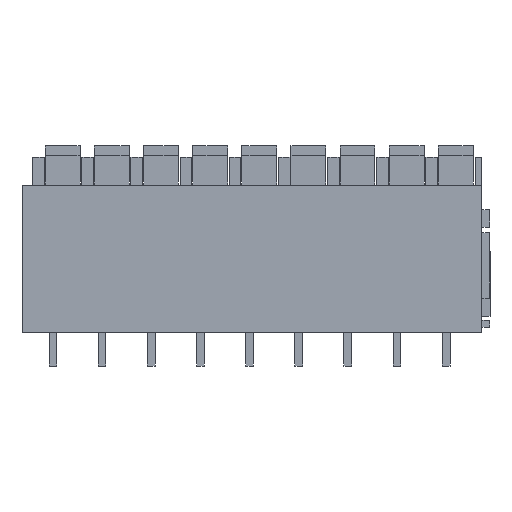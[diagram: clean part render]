
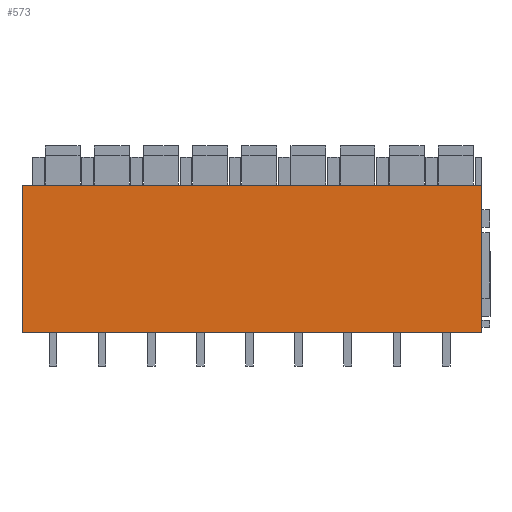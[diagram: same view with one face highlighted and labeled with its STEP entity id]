
A CAD part, front view. The second image highlights one B-rep face of the part: STEP entity #573.
In plain terms, the highlighted planar face has unit normal (0, -1, 0).
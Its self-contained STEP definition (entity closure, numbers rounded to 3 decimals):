
#553=AXIS2_PLACEMENT_3D('Plane Axis2P3D',#550,#551,#552) ;
#91=CARTESIAN_POINT('Vertex',(0.,0.,3.5)) ;
#94=CARTESIAN_POINT('Line Origine',(0.,0.,11.1)) ;
#98=CARTESIAN_POINT('Vertex',(0.,0.,18.7)) ;
#534=CARTESIAN_POINT('Vertex',(47.52,0.,3.5)) ;
#537=CARTESIAN_POINT('Line Origine',(23.76,0.,3.5)) ;
#550=CARTESIAN_POINT('Axis2P3D Location',(25.4,0.,3.5)) ;
#555=CARTESIAN_POINT('Line Origine',(47.52,0.,11.1)) ;
#559=CARTESIAN_POINT('Vertex',(47.52,0.,18.7)) ;
#562=CARTESIAN_POINT('Line Origine',(23.76,0.,18.7)) ;
#95=DIRECTION('Vector Direction',(0.,0.,1.)) ;
#538=DIRECTION('Vector Direction',(1.,0.,0.)) ;
#551=DIRECTION('Axis2P3D Direction',(0.,1.,0.)) ;
#552=DIRECTION('Axis2P3D XDirection',(0.,0.,1.)) ;
#556=DIRECTION('Vector Direction',(0.,0.,1.)) ;
#563=DIRECTION('Vector Direction',(1.,0.,0.)) ;
#96=VECTOR('Line Direction',#95,1.) ;
#539=VECTOR('Line Direction',#538,1.) ;
#557=VECTOR('Line Direction',#556,1.) ;
#564=VECTOR('Line Direction',#563,1.) ;
#568=ORIENTED_EDGE('',*,*,#100,.F.) ;
#569=ORIENTED_EDGE('',*,*,#541,.T.) ;
#570=ORIENTED_EDGE('',*,*,#561,.T.) ;
#571=ORIENTED_EDGE('',*,*,#566,.F.) ;
#573=ADVANCED_FACE('HOUSING',(#572),#554,.F.) ;
#100=EDGE_CURVE('',#92,#99,#97,.T.) ;
#541=EDGE_CURVE('',#92,#535,#540,.T.) ;
#561=EDGE_CURVE('',#535,#560,#558,.T.) ;
#566=EDGE_CURVE('',#99,#560,#565,.T.) ;
#567=EDGE_LOOP('',(#568,#569,#570,#571)) ;
#572=FACE_OUTER_BOUND('',#567,.T.) ;
#97=LINE('Line',#94,#96) ;
#540=LINE('Line',#537,#539) ;
#558=LINE('Line',#555,#557) ;
#565=LINE('Line',#562,#564) ;
#554=PLANE('',#553) ;
#92=VERTEX_POINT('',#91) ;
#99=VERTEX_POINT('',#98) ;
#535=VERTEX_POINT('',#534) ;
#560=VERTEX_POINT('',#559) ;
